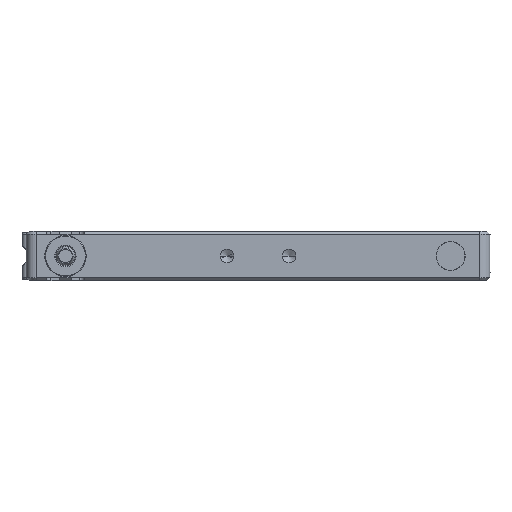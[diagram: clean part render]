
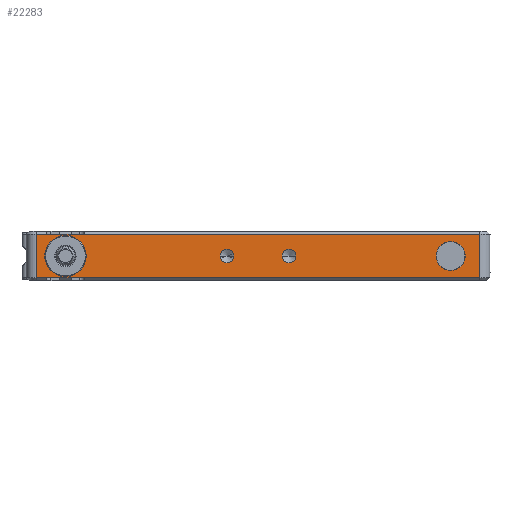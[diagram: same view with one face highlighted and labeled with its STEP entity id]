
A CAD part, left-side view. The second image highlights one B-rep face of the part: STEP entity #22283.
In plain terms, the highlighted planar face has unit normal (-1, 0, 0).
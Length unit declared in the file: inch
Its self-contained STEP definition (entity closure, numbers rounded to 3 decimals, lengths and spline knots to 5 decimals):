
#5740=DIRECTION('',(0.,-1.,0.));
#5741=VECTOR('',#5740,0.09843);
#5742=CARTESIAN_POINT('',(-1.9685,2.1063,
0.20669));
#5743=LINE('',#5742,#5741);
#5744=DIRECTION('',(0.,1.,0.));
#5745=VECTOR('',#5744,0.35433);
#5746=CARTESIAN_POINT('',(-1.9685,1.65354,
0.20669));
#5747=LINE('',#5746,#5745);
#5748=DIRECTION('',(0.,-1.,0.));
#5749=VECTOR('',#5748,3.75984);
#5750=CARTESIAN_POINT('',(-1.9685,1.65354,
0.20669));
#5751=LINE('',#5750,#5749);
#5752=DIRECTION('',(0.,0.,-1.));
#5753=VECTOR('',#5752,0.41339);
#5754=CARTESIAN_POINT('',(-1.9685,-2.1063,
0.20669));
#5755=LINE('',#5754,#5753);
#5756=DIRECTION('',(0.,1.,0.));
#5757=VECTOR('',#5756,3.75984);
#5758=CARTESIAN_POINT('',(-1.9685,-2.1063,
-0.20669));
#5759=LINE('',#5758,#5757);
#5760=DIRECTION('',(0.,1.,0.));
#5761=VECTOR('',#5760,0.35433);
#5762=CARTESIAN_POINT('',(-1.9685,1.65354,
-0.20669));
#5763=LINE('',#5762,#5761);
#5764=DIRECTION('',(0.,1.,0.));
#5765=VECTOR('',#5764,0.09843);
#5766=CARTESIAN_POINT('',(-1.9685,2.00787,
-0.20669));
#5767=LINE('',#5766,#5765);
#5768=DIRECTION('',(0.,0.,-1.));
#5769=VECTOR('',#5768,0.41339);
#5770=CARTESIAN_POINT('',(-1.9685,2.1063,
0.20669));
#5771=LINE('',#5770,#5769);
#5772=CARTESIAN_POINT('',(-1.9685,-1.83071,0.));
#5773=DIRECTION('',(1.,0.,0.));
#5774=DIRECTION('',(0.,1.,0.));
#5775=AXIS2_PLACEMENT_3D('',#5772,#5773,#5774);
#5777=CARTESIAN_POINT('',(-1.9685,-1.83071,0.));
#5778=DIRECTION('',(1.,0.,0.));
#5779=DIRECTION('',(0.,-1.,0.));
#5780=AXIS2_PLACEMENT_3D('',#5777,#5778,#5779);
#5782=CARTESIAN_POINT('',(-1.9685,0.29528,0.));
#5783=DIRECTION('',(-1.,0.,0.));
#5784=DIRECTION('',(0.,1.,0.));
#5785=AXIS2_PLACEMENT_3D('',#5782,#5783,#5784);
#5787=CARTESIAN_POINT('',(-1.9685,0.29528,0.));
#5788=DIRECTION('',(-1.,0.,0.));
#5789=DIRECTION('',(0.,-1.,0.));
#5790=AXIS2_PLACEMENT_3D('',#5787,#5788,#5789);
#5792=CARTESIAN_POINT('',(-1.9685,-0.29528,0.));
#5793=DIRECTION('',(-1.,0.,0.));
#5794=DIRECTION('',(0.,1.,0.));
#5795=AXIS2_PLACEMENT_3D('',#5792,#5793,#5794);
#5797=CARTESIAN_POINT('',(-1.9685,-0.29528,0.));
#5798=DIRECTION('',(-1.,0.,0.));
#5799=DIRECTION('',(0.,-1.,0.));
#5800=AXIS2_PLACEMENT_3D('',#5797,#5798,#5799);
#5802=CARTESIAN_POINT('',(-1.9685,1.83071,0.));
#5803=DIRECTION('',(-1.,0.,0.));
#5804=DIRECTION('',(0.,1.,0.));
#5805=AXIS2_PLACEMENT_3D('',#5802,#5803,#5804);
#5807=CARTESIAN_POINT('',(-1.9685,1.83071,0.));
#5808=DIRECTION('',(-1.,0.,0.));
#5809=DIRECTION('',(0.,-1.,0.));
#5810=AXIS2_PLACEMENT_3D('',#5807,#5808,#5809);
#12771=CARTESIAN_POINT('',(-1.9685,-1.69291,0.));
#12772=CARTESIAN_POINT('',(-1.9685,-1.9685,0.));
#12773=VERTEX_POINT('',#12771);
#12774=VERTEX_POINT('',#12772);
#12862=CARTESIAN_POINT('',(-1.9685,2.00787,
0.20669));
#12864=VERTEX_POINT('',#12862);
#12865=CARTESIAN_POINT('',(-1.9685,2.1063,
0.20669));
#12866=VERTEX_POINT('',#12865);
#12887=CARTESIAN_POINT('',(-1.9685,-2.1063,
0.20669));
#12888=VERTEX_POINT('',#12887);
#12889=CARTESIAN_POINT('',(-1.9685,1.65354,
0.20669));
#12891=VERTEX_POINT('',#12889);
#12894=CARTESIAN_POINT('',(-1.9685,1.65354,
-0.20669));
#12896=VERTEX_POINT('',#12894);
#12897=CARTESIAN_POINT('',(-1.9685,-2.1063,
-0.20669));
#12898=VERTEX_POINT('',#12897);
#12919=CARTESIAN_POINT('',(-1.9685,2.1063,
-0.20669));
#12920=VERTEX_POINT('',#12919);
#12921=CARTESIAN_POINT('',(-1.9685,2.00787,
-0.20669));
#12923=VERTEX_POINT('',#12921);
#13015=CARTESIAN_POINT('',(-1.9685,0.36024,0.));
#13016=CARTESIAN_POINT('',(-1.9685,0.23031,0.));
#13017=VERTEX_POINT('',#13015);
#13018=VERTEX_POINT('',#13016);
#13025=CARTESIAN_POINT('',(-1.9685,-0.23031,0.));
#13026=CARTESIAN_POINT('',(-1.9685,-0.36024,0.));
#13027=VERTEX_POINT('',#13025);
#13028=VERTEX_POINT('',#13026);
#15526=CARTESIAN_POINT('',(-1.9685,2.01969,
0.));
#15527=CARTESIAN_POINT('',(-1.9685,1.64173,
0.));
#15528=VERTEX_POINT('',#15526);
#15529=VERTEX_POINT('',#15527);
#22240=CARTESIAN_POINT('',(-1.9685,2.20472,
-0.23622));
#22241=DIRECTION('',(-1.,0.,0.));
#22242=DIRECTION('',(0.,-1.,0.));
#22243=AXIS2_PLACEMENT_3D('',#22240,#22241,#22242);
#22244=PLANE('',#22243);
#22245=ORIENTED_EDGE('',*,*,#22177,.T.);
#22246=ORIENTED_EDGE('',*,*,#22217,.F.);
#22248=ORIENTED_EDGE('',*,*,#22247,.T.);
#22250=ORIENTED_EDGE('',*,*,#22249,.T.);
#22251=ORIENTED_EDGE('',*,*,#22007,.T.);
#22253=ORIENTED_EDGE('',*,*,#22252,.T.);
#22254=ORIENTED_EDGE('',*,*,#22093,.T.);
#22256=ORIENTED_EDGE('',*,*,#22255,.F.);
#22257=EDGE_LOOP('',(#22245,#22246,#22248,#22250,#22251,#22253,#22254,#22256));
#22258=FACE_OUTER_BOUND('',#22257,.F.);
#22260=ORIENTED_EDGE('',*,*,#22259,.F.);
#22262=ORIENTED_EDGE('',*,*,#22261,.F.);
#22263=EDGE_LOOP('',(#22260,#22262));
#22264=FACE_BOUND('',#22263,.F.);
#22266=ORIENTED_EDGE('',*,*,#22265,.T.);
#22268=ORIENTED_EDGE('',*,*,#22267,.T.);
#22269=EDGE_LOOP('',(#22266,#22268));
#22270=FACE_BOUND('',#22269,.F.);
#22272=ORIENTED_EDGE('',*,*,#22271,.T.);
#22274=ORIENTED_EDGE('',*,*,#22273,.T.);
#22275=EDGE_LOOP('',(#22272,#22274));
#22276=FACE_BOUND('',#22275,.F.);
#22278=ORIENTED_EDGE('',*,*,#22277,.T.);
#22280=ORIENTED_EDGE('',*,*,#22279,.T.);
#22281=EDGE_LOOP('',(#22278,#22280));
#22282=FACE_BOUND('',#22281,.F.);
#22283=ADVANCED_FACE('',(#22258,#22264,#22270,#22276,#22282),#22244,.T.);
#5776=CIRCLE('',#5775,0.1378);
#5781=CIRCLE('',#5780,0.1378);
#5786=CIRCLE('',#5785,0.06496);
#5791=CIRCLE('',#5790,0.06496);
#5796=CIRCLE('',#5795,0.06496);
#5801=CIRCLE('',#5800,0.06496);
#5806=CIRCLE('',#5805,0.18898);
#5811=CIRCLE('',#5810,0.18898);
#22007=EDGE_CURVE('',#12898,#12896,#5759,.T.);
#22093=EDGE_CURVE('',#12923,#12920,#5767,.T.);
#22177=EDGE_CURVE('',#12866,#12864,#5743,.T.);
#22217=EDGE_CURVE('',#12891,#12864,#5747,.T.);
#22247=EDGE_CURVE('',#12891,#12888,#5751,.T.);
#22249=EDGE_CURVE('',#12888,#12898,#5755,.T.);
#22252=EDGE_CURVE('',#12896,#12923,#5763,.T.);
#22255=EDGE_CURVE('',#12866,#12920,#5771,.T.);
#22259=EDGE_CURVE('',#12773,#12774,#5776,.T.);
#22261=EDGE_CURVE('',#12774,#12773,#5781,.T.);
#22265=EDGE_CURVE('',#13017,#13018,#5786,.T.);
#22267=EDGE_CURVE('',#13018,#13017,#5791,.T.);
#22271=EDGE_CURVE('',#13027,#13028,#5796,.T.);
#22273=EDGE_CURVE('',#13028,#13027,#5801,.T.);
#22277=EDGE_CURVE('',#15528,#15529,#5806,.T.);
#22279=EDGE_CURVE('',#15529,#15528,#5811,.T.);
